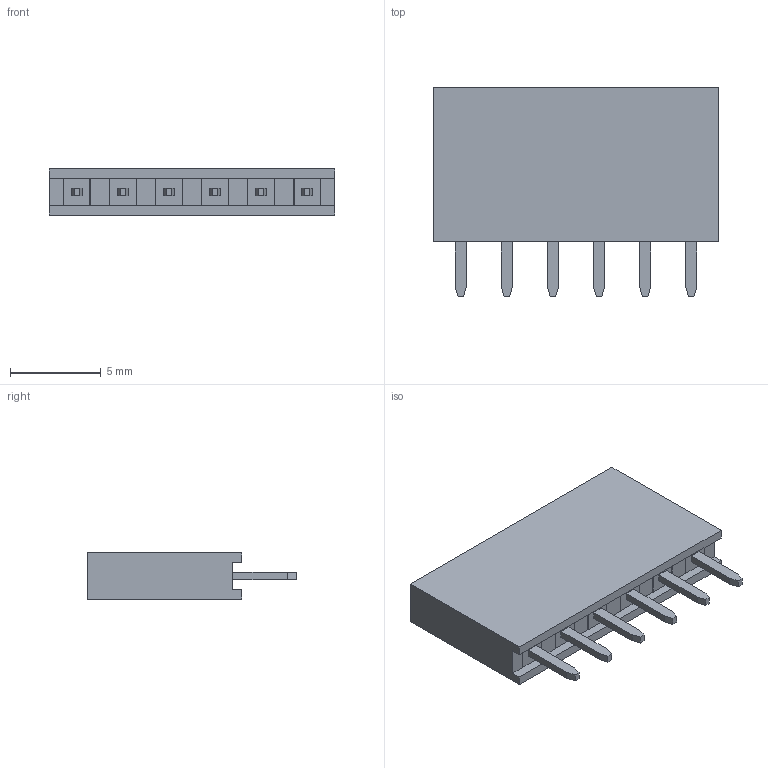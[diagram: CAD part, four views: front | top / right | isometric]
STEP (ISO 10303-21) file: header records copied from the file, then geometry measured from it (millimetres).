
FILE_DESCRIPTION((''),'2;1');
FILE_NAME('ZL262-6S_P2-54_L15-7_W2-54_H8-5','2019-01-16T',('Dragos'),(''),'PRO/ENGINEER BY PARAMETRIC TECHNOLOGY CORPORATION, 2004440','PRO/ENGINEER BY PARAMETRIC TECHNOLOGY CORPORATION, 2004440','');
FILE_SCHEMA(('AUTOMOTIVE_DESIGN { 1 0 10303 214 1 1 1 1 }'));
Length unit declared in the file: millimetre
Products named in the file (1): ZL262-6S_P2-54_L15-7_W2-54_H8-5
Bounding box: 15.74 x 11.5 x 2.54 mm (x, y, z)
Volume: 303 mm3; surface area: 833.2 mm2
Topology: 1 solids, 1 shells, 184 faces, 468 edges, 304 vertices
Faces by surface type: plane 184
Entity records: 7816 total; most frequent: CARTESIAN_POINT 958, ORIENTED_EDGE 936, DIRECTION 838, PRESENTATION_STYLE_ASSIGNMENT 548, STYLED_ITEM 470, CURVE_STYLE 469, VECTOR 468, LINE 468
